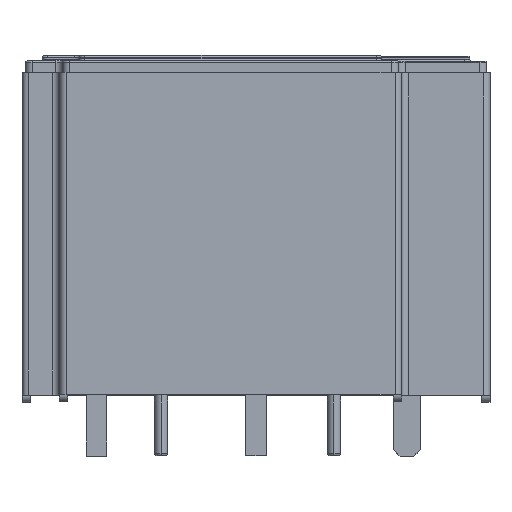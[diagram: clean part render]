
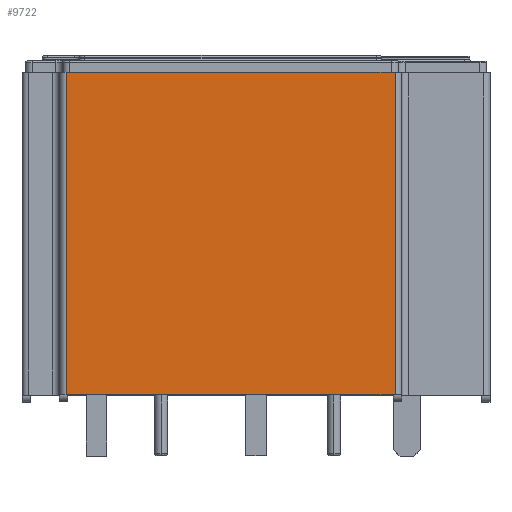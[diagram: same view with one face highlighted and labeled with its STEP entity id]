
A CAD part, top view. The second image highlights one B-rep face of the part: STEP entity #9722.
In plain terms, the highlighted planar face has unit normal (0, 0, 1).
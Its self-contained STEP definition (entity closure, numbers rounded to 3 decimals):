
#39 = DIRECTION ( 'NONE',  ( 0., 0., 1. ) ) ;
#46 = EDGE_CURVE ( 'NONE', #893, #9673, #1384, .T. ) ;
#169 = ORIENTED_EDGE ( 'NONE', *, *, #10266, .T. ) ;
#492 = DIRECTION ( 'NONE',  ( 0., 1., 0. ) ) ;
#730 = EDGE_CURVE ( 'NONE', #7201, #893, #10472, .T. ) ;
#893 = VERTEX_POINT ( 'NONE', #6970 ) ;
#1120 = VECTOR ( 'NONE', #6300, 1000. ) ;
#1384 = LINE ( 'NONE', #5116, #9783 ) ;
#1598 = CARTESIAN_POINT ( 'NONE',  ( 8.2, -19., 15. ) ) ;
#3554 = LINE ( 'NONE', #6137, #5729 ) ;
#3925 = CARTESIAN_POINT ( 'NONE',  ( 8.2, 0., 15. ) ) ;
#4085 = DIRECTION ( 'NONE',  ( 0., -1., 0. ) ) ;
#4225 = VECTOR ( 'NONE', #4085, 1000. ) ;
#4531 = ORIENTED_EDGE ( 'NONE', *, *, #46, .T. ) ;
#4886 = CARTESIAN_POINT ( 'NONE',  ( -11.6, -19., 15. ) ) ;
#5116 = CARTESIAN_POINT ( 'NONE',  ( -11.6, -19., 15. ) ) ;
#5542 = CARTESIAN_POINT ( 'NONE',  ( -11.6, 0., 15. ) ) ;
#5678 = PLANE ( 'NONE',  #8597 ) ;
#5708 = DIRECTION ( 'NONE',  ( 1., 0., 0. ) ) ;
#5729 = VECTOR ( 'NONE', #492, 1000. ) ;
#6015 = EDGE_CURVE ( 'NONE', #7201, #6048, #7336, .T. ) ;
#6048 = VERTEX_POINT ( 'NONE', #3925 ) ;
#6137 = CARTESIAN_POINT ( 'NONE',  ( 8.2, -19., 15. ) ) ;
#6300 = DIRECTION ( 'NONE',  ( 1., 0., 0. ) ) ;
#6444 = ORIENTED_EDGE ( 'NONE', *, *, #730, .T. ) ;
#6490 = ORIENTED_EDGE ( 'NONE', *, *, #6015, .F. ) ;
#6634 = FACE_OUTER_BOUND ( 'NONE', #7332, .T. ) ;
#6970 = CARTESIAN_POINT ( 'NONE',  ( -11.2, -19., 15. ) ) ;
#7201 = VERTEX_POINT ( 'NONE', #7658 ) ;
#7332 = EDGE_LOOP ( 'NONE', ( #4531, #169, #6490, #6444 ) ) ;
#7336 = LINE ( 'NONE', #5542, #1120 ) ;
#7658 = CARTESIAN_POINT ( 'NONE',  ( -11.2, 0., 15. ) ) ;
#8597 = AXIS2_PLACEMENT_3D ( 'NONE', #4886, #39, #5708 ) ;
#8693 = CARTESIAN_POINT ( 'NONE',  ( -11.2, -19., 15. ) ) ;
#9673 = VERTEX_POINT ( 'NONE', #1598 ) ;
#9722 = ADVANCED_FACE ( 'NONE', ( #6634 ), #5678, .T. ) ;
#9783 = VECTOR ( 'NONE', #10005, 1000. ) ;
#10005 = DIRECTION ( 'NONE',  ( 1., 0., 0. ) ) ;
#10266 = EDGE_CURVE ( 'NONE', #9673, #6048, #3554, .T. ) ;
#10472 = LINE ( 'NONE', #8693, #4225 ) ;
